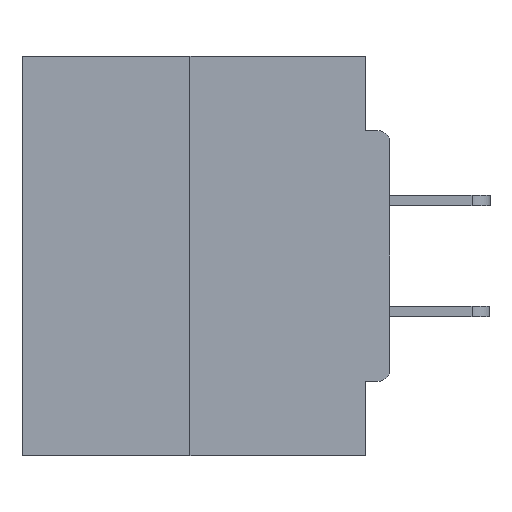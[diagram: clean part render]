
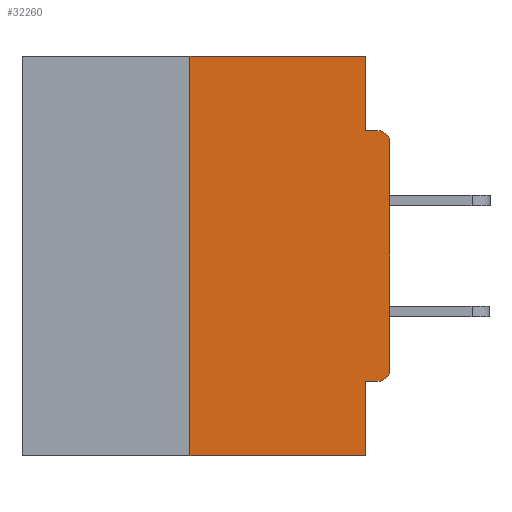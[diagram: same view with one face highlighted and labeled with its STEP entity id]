
A CAD part, left-side view. The second image highlights one B-rep face of the part: STEP entity #32260.
In plain terms, the highlighted planar face has unit normal (-1, 0, 0).
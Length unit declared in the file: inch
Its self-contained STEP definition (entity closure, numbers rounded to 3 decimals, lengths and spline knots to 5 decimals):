
#462 = CARTESIAN_POINT ( 'NONE',  ( 0., 0.031, -0.5 ) ) ;
#567 = EDGE_LOOP ( 'NONE', ( #20236, #6167, #39641, #23127, #15079, #6917, #39626, #25378, #6898, #24275 ) ) ;
#937 = CARTESIAN_POINT ( 'NONE',  ( 0., 0.031, -0.5 ) ) ;
#1171 = CARTESIAN_POINT ( 'NONE',  ( 0., 0.25, -0.5 ) ) ;
#1518 = VERTEX_POINT ( 'NONE', #25521 ) ;
#2161 = VECTOR ( 'NONE', #38433, 39.37008 ) ;
#2505 = VERTEX_POINT ( 'NONE', #5159 ) ;
#4245 = CARTESIAN_POINT ( 'NONE',  ( 0., 0., -0.3915 ) ) ;
#4349 = CARTESIAN_POINT ( 'NONE',  ( 0., 0.25, 0. ) ) ;
#5159 = CARTESIAN_POINT ( 'NONE',  ( 0., 0.015, -0.4065 ) ) ;
#5369 = VERTEX_POINT ( 'NONE', #15537 ) ;
#5884 = DIRECTION ( 'NONE',  ( -1., 0., 0. ) ) ;
#6167 = ORIENTED_EDGE ( 'NONE', *, *, #40148, .F. ) ;
#6286 = LINE ( 'NONE', #16227, #18519 ) ;
#6491 = LINE ( 'NONE', #31932, #21174 ) ;
#6898 = ORIENTED_EDGE ( 'NONE', *, *, #14242, .F. ) ;
#6917 = ORIENTED_EDGE ( 'NONE', *, *, #21911, .T. ) ;
#7326 = VECTOR ( 'NONE', #8953, 39.37008 ) ;
#7682 = VERTEX_POINT ( 'NONE', #462 ) ;
#8833 = LINE ( 'NONE', #27802, #7326 ) ;
#8953 = DIRECTION ( 'NONE',  ( 0., -1., 0. ) ) ;
#8975 = CARTESIAN_POINT ( 'NONE',  ( 0., 0., 0. ) ) ;
#9427 = CARTESIAN_POINT ( 'NONE',  ( 0., 0.015, -0.1085 ) ) ;
#9596 = DIRECTION ( 'NONE',  ( 0., -1., 0. ) ) ;
#10036 = DIRECTION ( 'NONE',  ( -1., 0., 0. ) ) ;
#10147 = VERTEX_POINT ( 'NONE', #22040 ) ;
#10800 = DIRECTION ( 'NONE',  ( 0., 0., 1. ) ) ;
#11658 = DIRECTION ( 'NONE',  ( 1., 0., 0. ) ) ;
#11781 = EDGE_CURVE ( 'NONE', #31276, #5369, #23140, .T. ) ;
#11934 = CARTESIAN_POINT ( 'NONE',  ( 0., 0.46, 0. ) ) ;
#12141 = DIRECTION ( 'NONE',  ( 0., 1., 0. ) ) ;
#14037 = CIRCLE ( 'NONE', #31210, 0.015 ) ;
#14242 = EDGE_CURVE ( 'NONE', #1518, #32171, #8833, .T. ) ;
#14507 = PLANE ( 'NONE',  #36891 ) ;
#15079 = ORIENTED_EDGE ( 'NONE', *, *, #19556, .F. ) ;
#15537 = CARTESIAN_POINT ( 'NONE',  ( 0., 0., -0.1085 ) ) ;
#16227 = CARTESIAN_POINT ( 'NONE',  ( 0., 0.031, 0. ) ) ;
#16435 = DIRECTION ( 'NONE',  ( 0., 0., -1. ) ) ;
#18289 = DIRECTION ( 'NONE',  ( 0., 0., 1. ) ) ;
#18519 = VECTOR ( 'NONE', #25656, 39.37008 ) ;
#18844 = LINE ( 'NONE', #937, #2161 ) ;
#19297 = VERTEX_POINT ( 'NONE', #20120 ) ;
#19556 = EDGE_CURVE ( 'NONE', #2505, #19297, #30684, .T. ) ;
#20120 = CARTESIAN_POINT ( 'NONE',  ( 0., 0.031, -0.4065 ) ) ;
#20139 = FACE_OUTER_BOUND ( 'NONE', #567, .T. ) ;
#20236 = ORIENTED_EDGE ( 'NONE', *, *, #22494, .F. ) ;
#21174 = VECTOR ( 'NONE', #32460, 39.37008 ) ;
#21623 = DIRECTION ( 'NONE',  ( 0., 0., -1. ) ) ;
#21657 = VECTOR ( 'NONE', #10800, 39.37008 ) ;
#21911 = EDGE_CURVE ( 'NONE', #2505, #31276, #22617, .T. ) ;
#22040 = CARTESIAN_POINT ( 'NONE',  ( 0., 0.25, 0. ) ) ;
#22494 = EDGE_CURVE ( 'NONE', #10147, #35238, #38683, .T. ) ;
#22617 = CIRCLE ( 'NONE', #26351, 0.015 ) ;
#22791 = VECTOR ( 'NONE', #12141, 39.37008 ) ;
#23127 = ORIENTED_EDGE ( 'NONE', *, *, #30651, .F. ) ;
#23140 = LINE ( 'NONE', #8975, #29497 ) ;
#24275 = ORIENTED_EDGE ( 'NONE', *, *, #34210, .F. ) ;
#24495 = VECTOR ( 'NONE', #9596, 39.37008 ) ;
#25378 = ORIENTED_EDGE ( 'NONE', *, *, #35696, .T. ) ;
#25521 = CARTESIAN_POINT ( 'NONE',  ( 0., 0.031, -0.0935 ) ) ;
#25656 = DIRECTION ( 'NONE',  ( 0., 0., -1. ) ) ;
#26351 = AXIS2_PLACEMENT_3D ( 'NONE', #29025, #10036, #16435 ) ;
#27000 = LINE ( 'NONE', #4349, #21657 ) ;
#27619 = CARTESIAN_POINT ( 'NONE',  ( 0., 0.46, 0. ) ) ;
#27802 = CARTESIAN_POINT ( 'NONE',  ( 0., 0., -0.0935 ) ) ;
#29025 = CARTESIAN_POINT ( 'NONE',  ( 0., 0.015, -0.3915 ) ) ;
#29497 = VECTOR ( 'NONE', #18289, 39.37008 ) ;
#30651 = EDGE_CURVE ( 'NONE', #19297, #7682, #18844, .T. ) ;
#30684 = LINE ( 'NONE', #40160, #22791 ) ;
#31210 = AXIS2_PLACEMENT_3D ( 'NONE', #9427, #5884, #21623 ) ;
#31276 = VERTEX_POINT ( 'NONE', #4245 ) ;
#31932 = CARTESIAN_POINT ( 'NONE',  ( 0., 0.46, -0.5 ) ) ;
#32171 = VERTEX_POINT ( 'NONE', #33125 ) ;
#32260 = ADVANCED_FACE ( 'NONE', ( #20139 ), #14507, .F. ) ;
#32460 = DIRECTION ( 'NONE',  ( 0., -1., 0. ) ) ;
#33125 = CARTESIAN_POINT ( 'NONE',  ( 0., 0.015, -0.0935 ) ) ;
#33537 = CARTESIAN_POINT ( 'NONE',  ( 0., 0.031, 0. ) ) ;
#33799 = DIRECTION ( 'NONE',  ( 0., 0., -1. ) ) ;
#34210 = EDGE_CURVE ( 'NONE', #35238, #1518, #6286, .T. ) ;
#35238 = VERTEX_POINT ( 'NONE', #33537 ) ;
#35536 = VERTEX_POINT ( 'NONE', #1171 ) ;
#35696 = EDGE_CURVE ( 'NONE', #5369, #32171, #14037, .T. ) ;
#36891 = AXIS2_PLACEMENT_3D ( 'NONE', #11934, #11658, #33799 ) ;
#38433 = DIRECTION ( 'NONE',  ( 0., 0., -1. ) ) ;
#38683 = LINE ( 'NONE', #27619, #24495 ) ;
#39626 = ORIENTED_EDGE ( 'NONE', *, *, #11781, .T. ) ;
#39641 = ORIENTED_EDGE ( 'NONE', *, *, #39717, .T. ) ;
#39717 = EDGE_CURVE ( 'NONE', #35536, #7682, #6491, .T. ) ;
#40148 = EDGE_CURVE ( 'NONE', #35536, #10147, #27000, .T. ) ;
#40160 = CARTESIAN_POINT ( 'NONE',  ( 0., 0., -0.4065 ) ) ;
